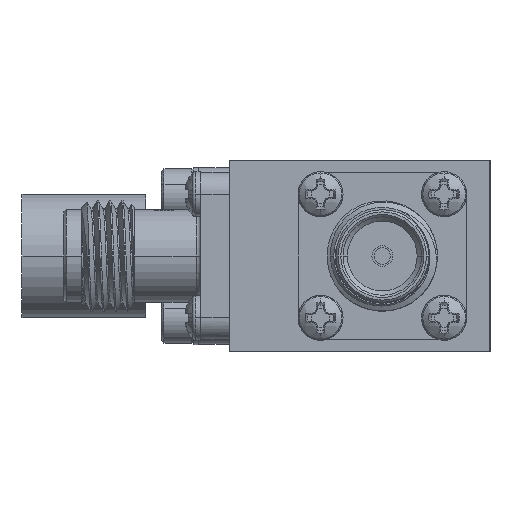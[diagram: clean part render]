
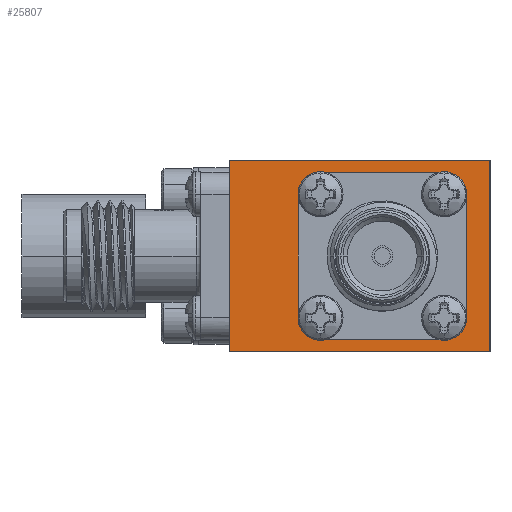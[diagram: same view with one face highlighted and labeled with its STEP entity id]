
A CAD part, left-side view. The second image highlights one B-rep face of the part: STEP entity #25807.
In plain terms, the highlighted planar face has unit normal (-1, 0, 0).
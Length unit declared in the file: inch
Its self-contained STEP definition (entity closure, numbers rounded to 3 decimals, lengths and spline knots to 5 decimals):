
#61 = EDGE_CURVE ( 'NONE', #34951, #39401, #33898, .T. ) ;
#261 = CARTESIAN_POINT ( 'NONE',  ( -1.43701, 0.08882, 0.19 ) ) ;
#845 = VECTOR ( 'NONE', #36866, 39.37008 ) ;
#2584 = DIRECTION ( 'NONE',  ( 0., -1., 0. ) ) ;
#3402 = EDGE_CURVE ( 'NONE', #35400, #3955, #12522, .T. ) ;
#3475 = CARTESIAN_POINT ( 'NONE',  ( -1.43701, -0.19118, -0.14 ) ) ;
#3790 = DIRECTION ( 'NONE',  ( 0., 1., 0. ) ) ;
#3955 = VERTEX_POINT ( 'NONE', #22481 ) ;
#4097 = LINE ( 'NONE', #30882, #18962 ) ;
#4314 = VERTEX_POINT ( 'NONE', #261 ) ;
#5943 = VERTEX_POINT ( 'NONE', #7953 ) ;
#6289 = VECTOR ( 'NONE', #39574, 39.37008 ) ;
#6574 = CARTESIAN_POINT ( 'NONE',  ( -1.43701, 0.29528, 0.21654 ) ) ;
#6994 = ORIENTED_EDGE ( 'NONE', *, *, #22025, .T. ) ;
#7129 = DIRECTION ( 'NONE',  ( 1., 0., 0. ) ) ;
#7944 = ORIENTED_EDGE ( 'NONE', *, *, #30856, .T. ) ;
#7953 = CARTESIAN_POINT ( 'NONE',  ( -1.43701, 0.08882, -0.19 ) ) ;
#8740 = VERTEX_POINT ( 'NONE', #33848 ) ;
#9034 = ORIENTED_EDGE ( 'NONE', *, *, #21038, .T. ) ;
#9348 = DIRECTION ( 'NONE',  ( 0., 1., 0. ) ) ;
#9686 = DIRECTION ( 'NONE',  ( 0., 0., -1. ) ) ;
#9794 = AXIS2_PLACEMENT_3D ( 'NONE', #3475, #34896, #19274 ) ;
#9905 = CARTESIAN_POINT ( 'NONE',  ( -1.43701, -0.24118, -0.19 ) ) ;
#11097 = CARTESIAN_POINT ( 'NONE',  ( -1.43701, 0.13882, -0.19 ) ) ;
#11424 = CARTESIAN_POINT ( 'NONE',  ( -1.43701, -0.19118, 0.14 ) ) ;
#12522 = LINE ( 'NONE', #12714, #26873 ) ;
#12714 = CARTESIAN_POINT ( 'NONE',  ( -1.43701, -0.29528, 0.21654 ) ) ;
#13181 = ORIENTED_EDGE ( 'NONE', *, *, #25997, .F. ) ;
#13990 = AXIS2_PLACEMENT_3D ( 'NONE', #11424, #17810, #20711 ) ;
#14805 = LINE ( 'NONE', #22259, #34933 ) ;
#15082 = CARTESIAN_POINT ( 'NONE',  ( -1.43701, 0.29528, -0.21654 ) ) ;
#15340 = CARTESIAN_POINT ( 'NONE',  ( -1.43701, -0.24118, 0.14 ) ) ;
#15684 = ORIENTED_EDGE ( 'NONE', *, *, #61, .F. ) ;
#16810 = EDGE_CURVE ( 'NONE', #5943, #24133, #23138, .T. ) ;
#17114 = EDGE_CURVE ( 'NONE', #26652, #17564, #34375, .T. ) ;
#17191 = ORIENTED_EDGE ( 'NONE', *, *, #3402, .F. ) ;
#17564 = VERTEX_POINT ( 'NONE', #15082 ) ;
#17810 = DIRECTION ( 'NONE',  ( 1., 0., 0. ) ) ;
#18758 = ORIENTED_EDGE ( 'NONE', *, *, #21724, .T. ) ;
#18962 = VECTOR ( 'NONE', #2584, 39.37008 ) ;
#19108 = ORIENTED_EDGE ( 'NONE', *, *, #32183, .F. ) ;
#19232 = EDGE_CURVE ( 'NONE', #24745, #39401, #28900, .T. ) ;
#19274 = DIRECTION ( 'NONE',  ( 0., 1., 0. ) ) ;
#20034 = DIRECTION ( 'NONE',  ( 0., 1., 0. ) ) ;
#20711 = DIRECTION ( 'NONE',  ( 0., 1., 0. ) ) ;
#20743 = CARTESIAN_POINT ( 'NONE',  ( -1.43701, -0.29528, 0.21654 ) ) ;
#21038 = EDGE_CURVE ( 'NONE', #34951, #24133, #21404, .T. ) ;
#21404 = CIRCLE ( 'NONE', #9794, 0.05 ) ;
#21724 = EDGE_CURVE ( 'NONE', #8740, #4314, #33650, .T. ) ;
#22025 = EDGE_CURVE ( 'NONE', #5943, #26683, #30241, .T. ) ;
#22259 = CARTESIAN_POINT ( 'NONE',  ( -1.43701, 0.13882, -0.19 ) ) ;
#22481 = CARTESIAN_POINT ( 'NONE',  ( -1.43701, -0.29528, -0.21654 ) ) ;
#22627 = DIRECTION ( 'NONE',  ( 0., 0., 1. ) ) ;
#23138 = LINE ( 'NONE', #11097, #6289 ) ;
#23930 = DIRECTION ( 'NONE',  ( 0., 0., -1. ) ) ;
#24133 = VERTEX_POINT ( 'NONE', #36451 ) ;
#24745 = VERTEX_POINT ( 'NONE', #27965 ) ;
#25116 = ORIENTED_EDGE ( 'NONE', *, *, #19232, .T. ) ;
#25134 = DIRECTION ( 'NONE',  ( 0., 0., -1. ) ) ;
#25807 = ADVANCED_FACE ( 'NONE', ( #36413, #28100 ), #30498, .F. ) ;
#25997 = EDGE_CURVE ( 'NONE', #8740, #26683, #14805, .T. ) ;
#26249 = CARTESIAN_POINT ( 'NONE',  ( -1.43701, 0.08882, 0.14 ) ) ;
#26652 = VERTEX_POINT ( 'NONE', #6574 ) ;
#26683 = VERTEX_POINT ( 'NONE', #38498 ) ;
#26873 = VECTOR ( 'NONE', #37887, 39.37008 ) ;
#27030 = ORIENTED_EDGE ( 'NONE', *, *, #17114, .T. ) ;
#27470 = VECTOR ( 'NONE', #9348, 39.37008 ) ;
#27965 = CARTESIAN_POINT ( 'NONE',  ( -1.43701, -0.19118, 0.19 ) ) ;
#28100 = FACE_OUTER_BOUND ( 'NONE', #38335, .T. ) ;
#28900 = CIRCLE ( 'NONE', #13990, 0.05 ) ;
#30241 = CIRCLE ( 'NONE', #31452, 0.05 ) ;
#30489 = VECTOR ( 'NONE', #22627, 39.37008 ) ;
#30498 = PLANE ( 'NONE',  #40792 ) ;
#30856 = EDGE_CURVE ( 'NONE', #17564, #3955, #39808, .T. ) ;
#30882 = CARTESIAN_POINT ( 'NONE',  ( -1.43701, -0.29528, 0.21654 ) ) ;
#31168 = ORIENTED_EDGE ( 'NONE', *, *, #39237, .F. ) ;
#31452 = AXIS2_PLACEMENT_3D ( 'NONE', #35498, #7129, #3790 ) ;
#32183 = EDGE_CURVE ( 'NONE', #24745, #4314, #35776, .T. ) ;
#33326 = CARTESIAN_POINT ( 'NONE',  ( -1.43701, -0.29528, -0.21654 ) ) ;
#33500 = DIRECTION ( 'NONE',  ( 1., 0., 0. ) ) ;
#33650 = CIRCLE ( 'NONE', #34334, 0.05 ) ;
#33712 = EDGE_LOOP ( 'NONE', ( #13181, #18758, #19108, #25116, #15684, #9034, #38077, #6994 ) ) ;
#33848 = CARTESIAN_POINT ( 'NONE',  ( -1.43701, 0.13882, 0.14 ) ) ;
#33898 = LINE ( 'NONE', #9905, #30489 ) ;
#33906 = CARTESIAN_POINT ( 'NONE',  ( -1.43701, -0.29528, 0.21654 ) ) ;
#34294 = CARTESIAN_POINT ( 'NONE',  ( -1.43701, 0.13882, 0.19 ) ) ;
#34334 = AXIS2_PLACEMENT_3D ( 'NONE', #26249, #38824, #20034 ) ;
#34375 = LINE ( 'NONE', #38289, #38776 ) ;
#34896 = DIRECTION ( 'NONE',  ( 1., 0., 0. ) ) ;
#34933 = VECTOR ( 'NONE', #25134, 39.37008 ) ;
#34951 = VERTEX_POINT ( 'NONE', #38167 ) ;
#35400 = VERTEX_POINT ( 'NONE', #33906 ) ;
#35498 = CARTESIAN_POINT ( 'NONE',  ( -1.43701, 0.08882, -0.14 ) ) ;
#35776 = LINE ( 'NONE', #34294, #27470 ) ;
#36413 = FACE_BOUND ( 'NONE', #33712, .T. ) ;
#36451 = CARTESIAN_POINT ( 'NONE',  ( -1.43701, -0.19118, -0.19 ) ) ;
#36866 = DIRECTION ( 'NONE',  ( 0., -1., 0. ) ) ;
#37887 = DIRECTION ( 'NONE',  ( 0., 0., -1. ) ) ;
#38077 = ORIENTED_EDGE ( 'NONE', *, *, #16810, .F. ) ;
#38167 = CARTESIAN_POINT ( 'NONE',  ( -1.43701, -0.24118, -0.14 ) ) ;
#38289 = CARTESIAN_POINT ( 'NONE',  ( -1.43701, 0.29528, 0.21654 ) ) ;
#38335 = EDGE_LOOP ( 'NONE', ( #7944, #17191, #31168, #27030 ) ) ;
#38498 = CARTESIAN_POINT ( 'NONE',  ( -1.43701, 0.13882, -0.14 ) ) ;
#38776 = VECTOR ( 'NONE', #9686, 39.37008 ) ;
#38824 = DIRECTION ( 'NONE',  ( 1., 0., 0. ) ) ;
#39237 = EDGE_CURVE ( 'NONE', #26652, #35400, #4097, .T. ) ;
#39401 = VERTEX_POINT ( 'NONE', #15340 ) ;
#39574 = DIRECTION ( 'NONE',  ( 0., -1., 0. ) ) ;
#39808 = LINE ( 'NONE', #33326, #845 ) ;
#40792 = AXIS2_PLACEMENT_3D ( 'NONE', #20743, #33500, #23930 ) ;
